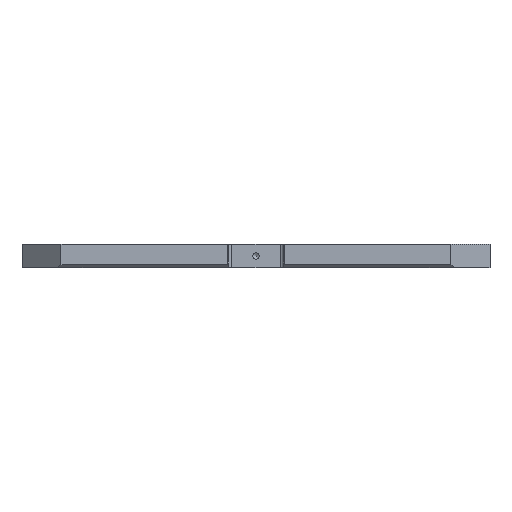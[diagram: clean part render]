
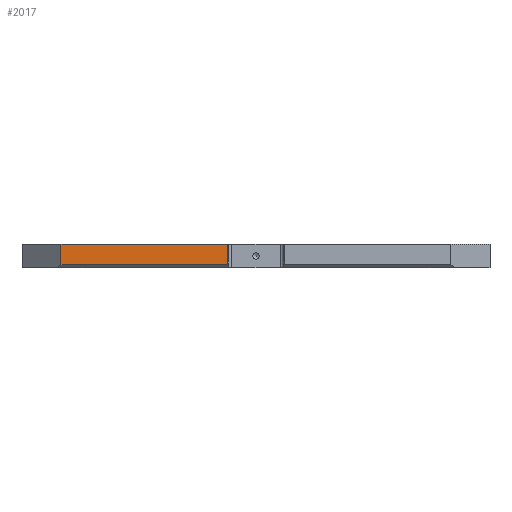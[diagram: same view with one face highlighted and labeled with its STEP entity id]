
A CAD part, left-side view. The second image highlights one B-rep face of the part: STEP entity #2017.
In plain terms, the highlighted planar face has unit normal (-1, 0, 0).
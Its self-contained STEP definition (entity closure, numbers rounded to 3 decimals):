
#361=FACE_OUTER_BOUND('',#463,.T.);
#463=EDGE_LOOP('',(#1432,#1433,#1434,#1435));
#588=LINE('',#2909,#784);
#591=LINE('',#2915,#787);
#592=LINE('',#2917,#788);
#593=LINE('',#2918,#789);
#784=VECTOR('',#2334,10.);
#787=VECTOR('',#2339,10.);
#788=VECTOR('',#2340,10.);
#789=VECTOR('',#2341,10.);
#980=VERTEX_POINT('',#2906);
#981=VERTEX_POINT('',#2908);
#983=VERTEX_POINT('',#2914);
#984=VERTEX_POINT('',#2916);
#1161=EDGE_CURVE('',#980,#981,#588,.T.);
#1164=EDGE_CURVE('',#983,#980,#591,.T.);
#1165=EDGE_CURVE('',#984,#983,#592,.T.);
#1166=EDGE_CURVE('',#981,#984,#593,.T.);
#1432=ORIENTED_EDGE('',*,*,#1161,.F.);
#1433=ORIENTED_EDGE('',*,*,#1164,.F.);
#1434=ORIENTED_EDGE('',*,*,#1165,.F.);
#1435=ORIENTED_EDGE('',*,*,#1166,.F.);
#1965=PLANE('',#2142);
#2017=ADVANCED_FACE('',(#361),#1965,.T.);
#2142=AXIS2_PLACEMENT_3D('',#2913,#2337,#2338);
#2334=DIRECTION('',(0.,0.,-1.));
#2337=DIRECTION('center_axis',(-1.,0.,0.));
#2338=DIRECTION('ref_axis',(0.,-1.,0.));
#2339=DIRECTION('',(0.,-1.,0.));
#2340=DIRECTION('',(0.,0.,1.));
#2341=DIRECTION('',(0.,1.,0.));
#2906=CARTESIAN_POINT('',(-135.,18.5,7.5));
#2908=CARTESIAN_POINT('',(-135.,18.5,-5.5));
#2909=CARTESIAN_POINT('',(-135.,18.5,3.75));
#2913=CARTESIAN_POINT('Origin',(-135.,150.,0.));
#2914=CARTESIAN_POINT('',(-135.,125.,7.5));
#2915=CARTESIAN_POINT('',(-135.,150.,7.5));
#2916=CARTESIAN_POINT('',(-135.,125.,-5.5));
#2917=CARTESIAN_POINT('',(-135.,125.,0.));
#2918=CARTESIAN_POINT('',(-135.,75.,-5.5));
